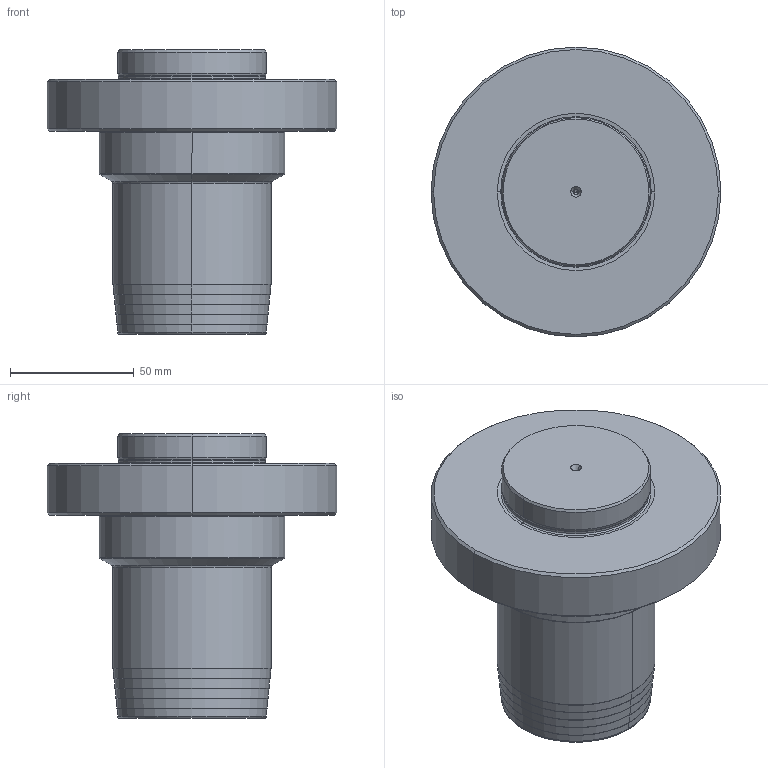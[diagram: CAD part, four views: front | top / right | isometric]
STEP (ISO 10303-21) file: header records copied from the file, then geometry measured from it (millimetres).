
FILE_DESCRIPTION((''),'2;1');
FILE_NAME('606502750-000-02-E43','2021-08-31T09:33:10',('bahnemannr'),(''),'CREO PARAMETRIC BY PTC INC, 2019030','CREO PARAMETRIC BY PTC INC, 2019030','');
FILE_SCHEMA(('AP242_MANAGED_MODEL_BASED_3D_ENGINEERING_MIM_LF { 1 0 10303 442 1 1 4 }'));
Length unit declared in the file: millimetre
Products named in the file (1): 606502750-000-02-E43
Bounding box: 117 x 117 x 115 mm (x, y, z)
Volume: 491902.6 mm3; surface area: 53240.9 mm2
Topology: 1 solids, 1 shells, 74 faces, 148 edges, 83 vertices
Faces by surface type: cone 26, torus 24, cylinder 14, plane 10
Entity records: 3106 total; most frequent: DIRECTION 428, CARTESIAN_POINT 319, ORIENTED_EDGE 292, AXIS2_PLACEMENT_3D 194, PRESENTATION_STYLE_ASSIGNMENT 150, STYLED_ITEM 150, CURVE_STYLE 149, EDGE_CURVE 146
